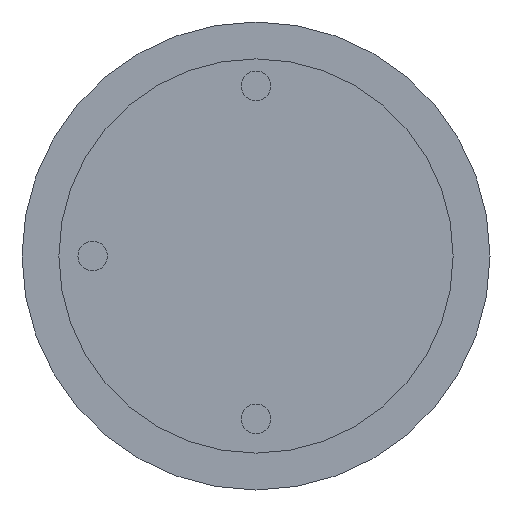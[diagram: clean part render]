
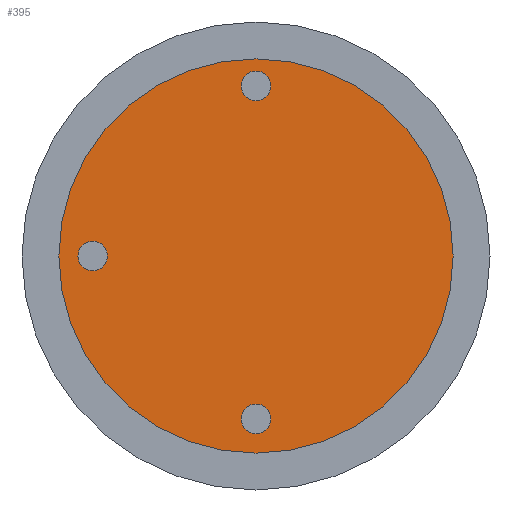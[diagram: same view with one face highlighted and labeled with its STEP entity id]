
A CAD part, left-side view. The second image highlights one B-rep face of the part: STEP entity #395.
In plain terms, the highlighted planar face has unit normal (-1, 0, 0).
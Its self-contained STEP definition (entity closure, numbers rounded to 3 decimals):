
#5 = ORIENTED_EDGE ( 'NONE', *, *, #254, .F. ) ;
#9 = DIRECTION ( 'NONE',  ( 0., 0., 1. ) ) ;
#14 = DIRECTION ( 'NONE',  ( 0., 0., 1. ) ) ;
#15 = FACE_BOUND ( 'NONE', #571, .T. ) ;
#19 = AXIS2_PLACEMENT_3D ( 'NONE', #488, #177, #534 ) ;
#24 = ORIENTED_EDGE ( 'NONE', *, *, #289, .T. ) ;
#28 = DIRECTION ( 'NONE',  ( -1., 0., 0. ) ) ;
#56 = CIRCLE ( 'NONE', #514, 15. ) ;
#73 = CIRCLE ( 'NONE', #657, 15. ) ;
#88 = ORIENTED_EDGE ( 'NONE', *, *, #533, .F. ) ;
#91 = CARTESIAN_POINT ( 'NONE',  ( -30., 166.129, 0. ) ) ;
#93 = CARTESIAN_POINT ( 'NONE',  ( -30., 0., -200.515 ) ) ;
#101 = DIRECTION ( 'NONE',  ( -1., 0., 0. ) ) ;
#129 = CIRCLE ( 'NONE', #528, 200.515 ) ;
#134 = CIRCLE ( 'NONE', #137, 200.515 ) ;
#137 = AXIS2_PLACEMENT_3D ( 'NONE', #625, #312, #14 ) ;
#142 = DIRECTION ( 'NONE',  ( -1., 0., 0. ) ) ;
#144 = FACE_BOUND ( 'NONE', #339, .T. ) ;
#145 = DIRECTION ( 'NONE',  ( 0., 0., 1. ) ) ;
#173 = VERTEX_POINT ( 'NONE', #225 ) ;
#177 = DIRECTION ( 'NONE',  ( -1., 0., 0. ) ) ;
#179 = EDGE_CURVE ( 'NONE', #173, #386, #432, .T. ) ;
#182 = CARTESIAN_POINT ( 'NONE',  ( -30., 0., 158.087 ) ) ;
#188 = DIRECTION ( 'NONE',  ( -1., 0., 0. ) ) ;
#191 = FACE_BOUND ( 'NONE', #606, .T. ) ;
#215 = CARTESIAN_POINT ( 'NONE',  ( -30., 0., -150.637 ) ) ;
#225 = CARTESIAN_POINT ( 'NONE',  ( -30., 166.129, -15. ) ) ;
#233 = CIRCLE ( 'NONE', #645, 15. ) ;
#241 = EDGE_CURVE ( 'NONE', #412, #553, #129, .T. ) ;
#247 = ORIENTED_EDGE ( 'NONE', *, *, #502, .F. ) ;
#254 = EDGE_CURVE ( 'NONE', #330, #385, #350, .T. ) ;
#256 = ORIENTED_EDGE ( 'NONE', *, *, #467, .F. ) ;
#259 = AXIS2_PLACEMENT_3D ( 'NONE', #587, #276, #640 ) ;
#274 = PLANE ( 'NONE',  #259 ) ;
#276 = DIRECTION ( 'NONE',  ( -1., 0., 0. ) ) ;
#289 = EDGE_CURVE ( 'NONE', #553, #412, #134, .T. ) ;
#307 = DIRECTION ( 'NONE',  ( -1., 0., 0. ) ) ;
#312 = DIRECTION ( 'NONE',  ( -1., 0., 0. ) ) ;
#324 = CARTESIAN_POINT ( 'NONE',  ( -30., 0., 173.087 ) ) ;
#328 = CARTESIAN_POINT ( 'NONE',  ( -30., 0., 200.515 ) ) ;
#330 = VERTEX_POINT ( 'NONE', #468 ) ;
#338 = ORIENTED_EDGE ( 'NONE', *, *, #179, .F. ) ;
#339 = EDGE_LOOP ( 'NONE', ( #88, #338 ) ) ;
#350 = CIRCLE ( 'NONE', #600, 15. ) ;
#373 = DIRECTION ( 'NONE',  ( 0., 0., 1. ) ) ;
#385 = VERTEX_POINT ( 'NONE', #215 ) ;
#386 = VERTEX_POINT ( 'NONE', #576 ) ;
#392 = EDGE_CURVE ( 'NONE', #597, #481, #73, .T. ) ;
#395 = ADVANCED_FACE ( 'NONE', ( #15, #191, #144, #535 ), #274, .T. ) ;
#410 = CARTESIAN_POINT ( 'NONE',  ( -30., 0., -165.637 ) ) ;
#412 = VERTEX_POINT ( 'NONE', #328 ) ;
#432 = CIRCLE ( 'NONE', #19, 15. ) ;
#442 = ORIENTED_EDGE ( 'NONE', *, *, #392, .F. ) ;
#444 = AXIS2_PLACEMENT_3D ( 'NONE', #450, #142, #503 ) ;
#446 = CIRCLE ( 'NONE', #444, 15. ) ;
#450 = CARTESIAN_POINT ( 'NONE',  ( -30., 0., 173.087 ) ) ;
#452 = DIRECTION ( 'NONE',  ( -1., 0., 0. ) ) ;
#456 = CARTESIAN_POINT ( 'NONE',  ( -30., 0., 188.087 ) ) ;
#464 = DIRECTION ( 'NONE',  ( 0., 0., 1. ) ) ;
#467 = EDGE_CURVE ( 'NONE', #385, #330, #233, .T. ) ;
#468 = CARTESIAN_POINT ( 'NONE',  ( -30., 0., -180.637 ) ) ;
#481 = VERTEX_POINT ( 'NONE', #182 ) ;
#488 = CARTESIAN_POINT ( 'NONE',  ( -30., 166.129, 0. ) ) ;
#498 = CARTESIAN_POINT ( 'NONE',  ( -30., 0., -165.637 ) ) ;
#502 = EDGE_CURVE ( 'NONE', #481, #597, #446, .T. ) ;
#503 = DIRECTION ( 'NONE',  ( 0., 0., 1. ) ) ;
#514 = AXIS2_PLACEMENT_3D ( 'NONE', #91, #452, #145 ) ;
#528 = AXIS2_PLACEMENT_3D ( 'NONE', #621, #307, #9 ) ;
#533 = EDGE_CURVE ( 'NONE', #386, #173, #56, .T. ) ;
#534 = DIRECTION ( 'NONE',  ( 0., 0., 1. ) ) ;
#535 = FACE_OUTER_BOUND ( 'NONE', #566, .T. ) ;
#543 = DIRECTION ( 'NONE',  ( 0., 0., 1. ) ) ;
#553 = VERTEX_POINT ( 'NONE', #93 ) ;
#566 = EDGE_LOOP ( 'NONE', ( #24, #618 ) ) ;
#571 = EDGE_LOOP ( 'NONE', ( #442, #247 ) ) ;
#576 = CARTESIAN_POINT ( 'NONE',  ( -30., 166.129, 15. ) ) ;
#587 = CARTESIAN_POINT ( 'NONE',  ( -30., 0., 0. ) ) ;
#597 = VERTEX_POINT ( 'NONE', #456 ) ;
#600 = AXIS2_PLACEMENT_3D ( 'NONE', #410, #101, #464 ) ;
#606 = EDGE_LOOP ( 'NONE', ( #256, #5 ) ) ;
#618 = ORIENTED_EDGE ( 'NONE', *, *, #241, .T. ) ;
#621 = CARTESIAN_POINT ( 'NONE',  ( -30., 0., 0. ) ) ;
#625 = CARTESIAN_POINT ( 'NONE',  ( -30., 0., 0. ) ) ;
#640 = DIRECTION ( 'NONE',  ( 0., 0., 1. ) ) ;
#645 = AXIS2_PLACEMENT_3D ( 'NONE', #498, #188, #543 ) ;
#657 = AXIS2_PLACEMENT_3D ( 'NONE', #324, #28, #373 ) ;
